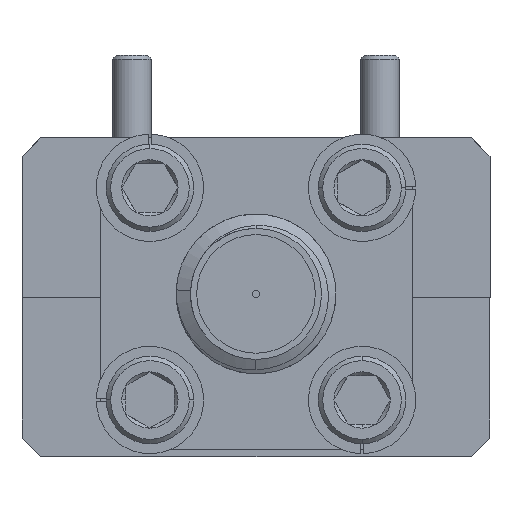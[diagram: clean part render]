
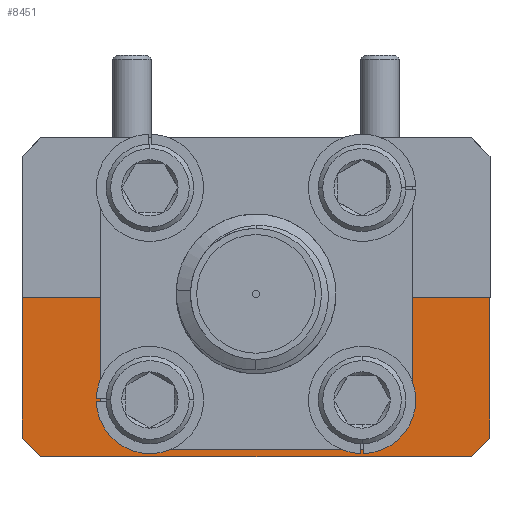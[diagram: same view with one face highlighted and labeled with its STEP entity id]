
A CAD part, front view. The second image highlights one B-rep face of the part: STEP entity #8451.
In plain terms, the highlighted planar face has unit normal (0, -1, 0).
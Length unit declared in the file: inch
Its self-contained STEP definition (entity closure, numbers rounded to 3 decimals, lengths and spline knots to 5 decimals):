
#103 = ORIENTED_EDGE ( 'NONE', *, *, #4005, .F. ) ;
#147 = VECTOR ( 'NONE', #2920, 39.37008 ) ;
#368 = CARTESIAN_POINT ( 'NONE',  ( -0.17, -0.48, -0.199 ) ) ;
#958 = LINE ( 'NONE', #3008, #1194 ) ;
#1053 = VERTEX_POINT ( 'NONE', #3262 ) ;
#1114 = VERTEX_POINT ( 'NONE', #2573 ) ;
#1141 = CARTESIAN_POINT ( 'NONE',  ( 0.17, -0.48, -0.129 ) ) ;
#1194 = VECTOR ( 'NONE', #5491, 39.37008 ) ;
#1424 = VERTEX_POINT ( 'NONE', #9617 ) ;
#1466 = EDGE_CURVE ( 'NONE', #6864, #3572, #2452, .T. ) ;
#1727 = AXIS2_PLACEMENT_3D ( 'NONE', #10114, #2250, #2149 ) ;
#1811 = CIRCLE ( 'NONE', #5899, 0.035 ) ;
#2131 = LINE ( 'NONE', #4830, #5337 ) ;
#2149 = DIRECTION ( 'NONE',  ( 0., 0., 1. ) ) ;
#2250 = DIRECTION ( 'NONE',  ( 0., -1., 0. ) ) ;
#2278 = EDGE_LOOP ( 'NONE', ( #103, #9000, #5832, #8949, #6912, #2923 ) ) ;
#2320 = EDGE_LOOP ( 'NONE', ( #7623, #3317 ) ) ;
#2452 = LINE ( 'NONE', #2891, #147 ) ;
#2573 = CARTESIAN_POINT ( 'NONE',  ( 0.375, -0.48, -0.225 ) ) ;
#2694 = EDGE_CURVE ( 'NONE', #6876, #10037, #5284, .T. ) ;
#2849 = DIRECTION ( 'NONE',  ( -1., 0., 0. ) ) ;
#2891 = CARTESIAN_POINT ( 'NONE',  ( -0.345, -0.48, -0.255 ) ) ;
#2908 = FACE_BOUND ( 'NONE', #2320, .T. ) ;
#2920 = DIRECTION ( 'NONE',  ( 0.707, 0., -0.707 ) ) ;
#2923 = ORIENTED_EDGE ( 'NONE', *, *, #1466, .T. ) ;
#2928 = EDGE_CURVE ( 'NONE', #6864, #1053, #6489, .T. ) ;
#3008 = CARTESIAN_POINT ( 'NONE',  ( -0.375, -0.48, -0.255 ) ) ;
#3072 = CARTESIAN_POINT ( 'NONE',  ( -0.17, -0.48, -0.164 ) ) ;
#3262 = CARTESIAN_POINT ( 'NONE',  ( -0.375, -0.48, 0. ) ) ;
#3317 = ORIENTED_EDGE ( 'NONE', *, *, #3320, .F. ) ;
#3320 = EDGE_CURVE ( 'NONE', #1424, #7986, #1811, .T. ) ;
#3518 = ORIENTED_EDGE ( 'NONE', *, *, #5819, .F. ) ;
#3572 = VERTEX_POINT ( 'NONE', #3831 ) ;
#3616 = CARTESIAN_POINT ( 'NONE',  ( 0.345, -0.48, -0.255 ) ) ;
#3831 = CARTESIAN_POINT ( 'NONE',  ( -0.345, -0.48, -0.255 ) ) ;
#3904 = DIRECTION ( 'NONE',  ( 0., 0., 1. ) ) ;
#4005 = EDGE_CURVE ( 'NONE', #5421, #3572, #958, .T. ) ;
#4229 = CARTESIAN_POINT ( 'NONE',  ( -0.17, -0.48, -0.129 ) ) ;
#4282 = VECTOR ( 'NONE', #5813, 39.37008 ) ;
#4357 = CARTESIAN_POINT ( 'NONE',  ( 0.17, -0.48, -0.164 ) ) ;
#4524 = AXIS2_PLACEMENT_3D ( 'NONE', #4940, #8908, #8800 ) ;
#4583 = CARTESIAN_POINT ( 'NONE',  ( 0.375, -0.48, 0. ) ) ;
#4830 = CARTESIAN_POINT ( 'NONE',  ( 0.375, -0.48, -0.255 ) ) ;
#4940 = CARTESIAN_POINT ( 'NONE',  ( -0.375, -0.48, -0.255 ) ) ;
#5071 = DIRECTION ( 'NONE',  ( 0., 0., 1. ) ) ;
#5073 = CIRCLE ( 'NONE', #9933, 0.035 ) ;
#5082 = CARTESIAN_POINT ( 'NONE',  ( -0.375, -0.48, -0.225 ) ) ;
#5168 = DIRECTION ( 'NONE',  ( 0.707, 0., 0.707 ) ) ;
#5284 = CIRCLE ( 'NONE', #8077, 0.035 ) ;
#5337 = VECTOR ( 'NONE', #5562, 39.37008 ) ;
#5421 = VERTEX_POINT ( 'NONE', #9583 ) ;
#5442 = EDGE_CURVE ( 'NONE', #1114, #7704, #2131, .T. ) ;
#5491 = DIRECTION ( 'NONE',  ( -1., 0., 0. ) ) ;
#5562 = DIRECTION ( 'NONE',  ( 0., 0., 1. ) ) ;
#5813 = DIRECTION ( 'NONE',  ( 0., 0., 1. ) ) ;
#5819 = EDGE_CURVE ( 'NONE', #10037, #6876, #7437, .T. ) ;
#5832 = ORIENTED_EDGE ( 'NONE', *, *, #5442, .T. ) ;
#5869 = EDGE_CURVE ( 'NONE', #5421, #1114, #8189, .T. ) ;
#5899 = AXIS2_PLACEMENT_3D ( 'NONE', #8220, #9781, #5071 ) ;
#6085 = VECTOR ( 'NONE', #5168, 39.37008 ) ;
#6365 = VECTOR ( 'NONE', #2849, 39.37008 ) ;
#6489 = LINE ( 'NONE', #8208, #4282 ) ;
#6574 = ORIENTED_EDGE ( 'NONE', *, *, #2694, .F. ) ;
#6862 = FACE_OUTER_BOUND ( 'NONE', #2278, .T. ) ;
#6864 = VERTEX_POINT ( 'NONE', #5082 ) ;
#6876 = VERTEX_POINT ( 'NONE', #368 ) ;
#6891 = EDGE_CURVE ( 'NONE', #7986, #1424, #5073, .T. ) ;
#6912 = ORIENTED_EDGE ( 'NONE', *, *, #2928, .F. ) ;
#7394 = PLANE ( 'NONE',  #4524 ) ;
#7437 = CIRCLE ( 'NONE', #1727, 0.035 ) ;
#7623 = ORIENTED_EDGE ( 'NONE', *, *, #6891, .F. ) ;
#7704 = VERTEX_POINT ( 'NONE', #4583 ) ;
#7986 = VERTEX_POINT ( 'NONE', #1141 ) ;
#8020 = EDGE_CURVE ( 'NONE', #7704, #1053, #8710, .T. ) ;
#8077 = AXIS2_PLACEMENT_3D ( 'NONE', #3072, #8624, #3904 ) ;
#8189 = LINE ( 'NONE', #3616, #6085 ) ;
#8208 = CARTESIAN_POINT ( 'NONE',  ( -0.375, -0.48, -0.255 ) ) ;
#8220 = CARTESIAN_POINT ( 'NONE',  ( 0.17, -0.48, -0.164 ) ) ;
#8451 = ADVANCED_FACE ( 'NONE', ( #2908, #8589, #6862 ), #7394, .F. ) ;
#8589 = FACE_BOUND ( 'NONE', #8825, .T. ) ;
#8624 = DIRECTION ( 'NONE',  ( 0., -1., 0. ) ) ;
#8710 = LINE ( 'NONE', #10054, #6365 ) ;
#8800 = DIRECTION ( 'NONE',  ( 1., 0., 0. ) ) ;
#8825 = EDGE_LOOP ( 'NONE', ( #3518, #6574 ) ) ;
#8908 = DIRECTION ( 'NONE',  ( 0., 1., 0. ) ) ;
#8949 = ORIENTED_EDGE ( 'NONE', *, *, #8020, .T. ) ;
#9000 = ORIENTED_EDGE ( 'NONE', *, *, #5869, .T. ) ;
#9583 = CARTESIAN_POINT ( 'NONE',  ( 0.345, -0.48, -0.255 ) ) ;
#9617 = CARTESIAN_POINT ( 'NONE',  ( 0.17, -0.48, -0.199 ) ) ;
#9761 = DIRECTION ( 'NONE',  ( 0., -1., 0. ) ) ;
#9781 = DIRECTION ( 'NONE',  ( 0., -1., 0. ) ) ;
#9870 = DIRECTION ( 'NONE',  ( 0., 0., 1. ) ) ;
#9933 = AXIS2_PLACEMENT_3D ( 'NONE', #4357, #9761, #9870 ) ;
#10037 = VERTEX_POINT ( 'NONE', #4229 ) ;
#10054 = CARTESIAN_POINT ( 'NONE',  ( -0.375, -0.48, 0. ) ) ;
#10114 = CARTESIAN_POINT ( 'NONE',  ( -0.17, -0.48, -0.164 ) ) ;
